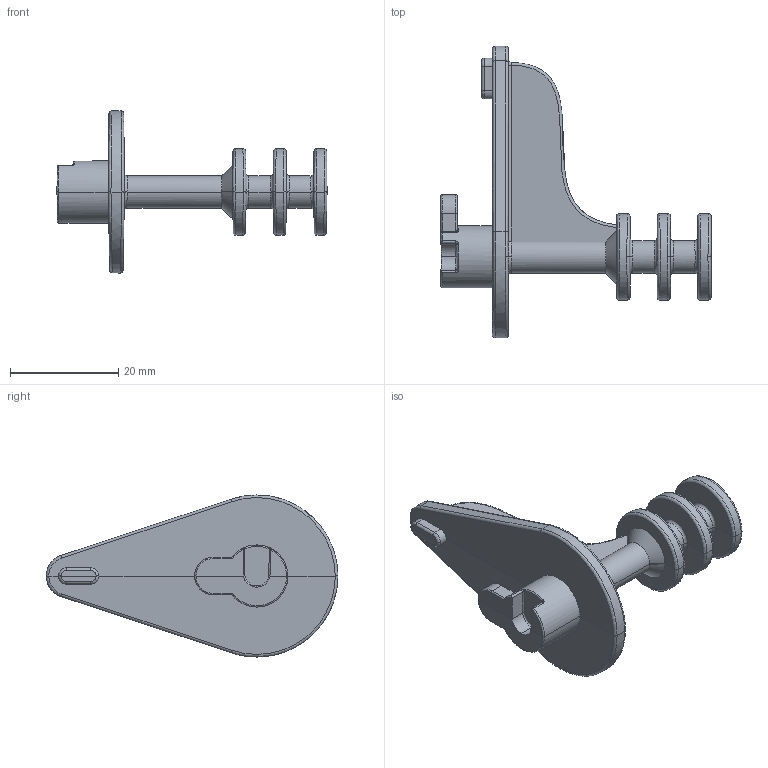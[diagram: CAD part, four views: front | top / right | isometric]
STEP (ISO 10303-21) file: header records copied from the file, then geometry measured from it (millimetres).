
FILE_DESCRIPTION (( 'STEP AP203' ), '1' );
FILE_NAME ('1290-B2P-A.STEP', '2013-08-15T16:47:37', ( '' ), ( '' ), 'SwSTEP 2.0', 'SolidWorks 2013', '' );
FILE_SCHEMA (( 'CONFIG_CONTROL_DESIGN' ));
Length unit declared in the file: millimetre
Products named in the file (1): 1290-B2P-A
Bounding box: 50 x 54 x 30 mm (x, y, z)
Volume: 7346.1 mm3; surface area: 5511.9 mm2
Topology: 1 solids, 1 shells, 151 faces, 364 edges, 215 vertices
Faces by surface type: bspline 69, cylinder 43, plane 34, torus 5
Entity records: 7363 total; most frequent: CARTESIAN_POINT 4560, ORIENTED_EDGE 728, DIRECTION 388, EDGE_CURVE 364, VERTEX_POINT 215, ADVANCED_FACE 151, EDGE_LOOP 151, FACE_OUTER_BOUND 151
